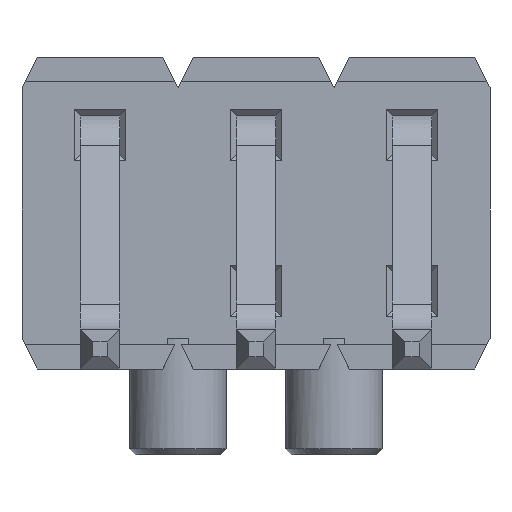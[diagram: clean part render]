
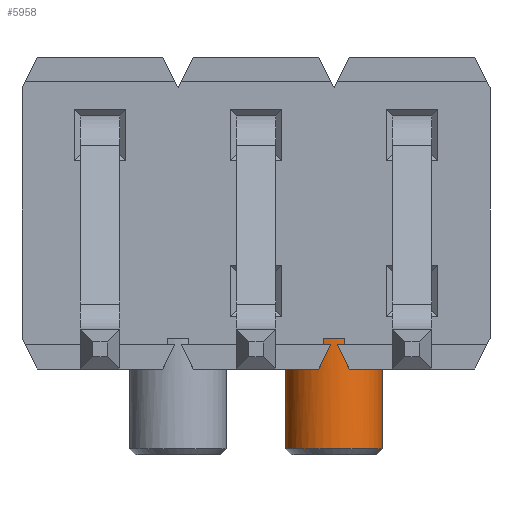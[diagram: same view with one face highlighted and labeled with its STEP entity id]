
A CAD part, front view. The second image highlights one B-rep face of the part: STEP entity #5958.
In plain terms, the highlighted cylindrical face has radius 0.79 mm (diameter 1.58 mm), a full revolution.
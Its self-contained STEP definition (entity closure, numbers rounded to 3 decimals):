
#26=ELLIPSE('',#6202,1.766,0.79);
#27=ELLIPSE('',#6204,1.766,0.79);
#30=ELLIPSE('',#6269,1.766,0.79);
#31=ELLIPSE('',#6271,1.766,0.79);
#58=CYLINDRICAL_SURFACE('',#6265,0.79);
#109=CIRCLE('',#6264,0.79);
#110=CIRCLE('',#6266,0.79);
#111=CIRCLE('',#6267,0.79);
#112=CIRCLE('',#6268,0.79);
#113=CIRCLE('',#6270,0.79);
#114=CIRCLE('',#6272,0.79);
#903=ORIENTED_EDGE('',*,*,#1624,.F.);
#904=ORIENTED_EDGE('',*,*,#1757,.F.);
#905=ORIENTED_EDGE('',*,*,#1620,.F.);
#906=ORIENTED_EDGE('',*,*,#1758,.T.);
#907=ORIENTED_EDGE('',*,*,#1581,.F.);
#908=ORIENTED_EDGE('',*,*,#1756,.F.);
#909=ORIENTED_EDGE('',*,*,#1579,.T.);
#910=ORIENTED_EDGE('',*,*,#1759,.T.);
#911=ORIENTED_EDGE('',*,*,#1760,.F.);
#912=ORIENTED_EDGE('',*,*,#1761,.F.);
#913=ORIENTED_EDGE('',*,*,#1762,.F.);
#914=ORIENTED_EDGE('',*,*,#1763,.T.);
#1579=EDGE_CURVE('',#2080,#2079,#2495,.T.);
#1581=EDGE_CURVE('',#2081,#2082,#2497,.T.);
#1620=EDGE_CURVE('',#2120,#2121,#26,.T.);
#1624=EDGE_CURVE('',#2124,#2125,#27,.T.);
#1756=EDGE_CURVE('',#2080,#2081,#109,.T.);
#1757=EDGE_CURVE('',#2121,#2124,#110,.T.);
#1758=EDGE_CURVE('',#2120,#2082,#111,.T.);
#1759=EDGE_CURVE('',#2079,#2203,#112,.T.);
#1760=EDGE_CURVE('',#2204,#2203,#30,.T.);
#1761=EDGE_CURVE('',#2205,#2204,#113,.T.);
#1762=EDGE_CURVE('',#2125,#2205,#31,.T.);
#1763=EDGE_CURVE('',#2206,#2206,#114,.T.);
#2079=VERTEX_POINT('',#8067);
#2080=VERTEX_POINT('',#8069);
#2081=VERTEX_POINT('',#8071);
#2082=VERTEX_POINT('',#8073);
#2120=VERTEX_POINT('',#8151);
#2121=VERTEX_POINT('',#8152);
#2124=VERTEX_POINT('',#8160);
#2125=VERTEX_POINT('',#8161);
#2203=VERTEX_POINT('',#8431);
#2204=VERTEX_POINT('',#8433);
#2205=VERTEX_POINT('',#8435);
#2206=VERTEX_POINT('',#8438);
#2495=LINE('',#8068,#3021);
#2497=LINE('',#8072,#3023);
#3021=VECTOR('',#6888,1000.);
#3023=VECTOR('',#6890,1000.);
#3497=EDGE_LOOP('',(#903,#904,#905,#906,#907,#908,#909,#910,#911,#912,#913));
#3498=EDGE_LOOP('',(#914));
#3759=FACE_BOUND('',#3497,.T.);
#3760=FACE_BOUND('',#3498,.T.);
#5958=ADVANCED_FACE('',(#3759,#3760),#58,.T.);
#6202=AXIS2_PLACEMENT_3D('',#8150,#6931,#6932);
#6204=AXIS2_PLACEMENT_3D('',#8159,#6938,#6939);
#6264=AXIS2_PLACEMENT_3D('',#8426,#7186,#7187);
#6265=AXIS2_PLACEMENT_3D('',#8427,#7188,#7189);
#6266=AXIS2_PLACEMENT_3D('',#8428,#7190,#7191);
#6267=AXIS2_PLACEMENT_3D('',#8429,#7192,#7193);
#6268=AXIS2_PLACEMENT_3D('',#8430,#7194,#7195);
#6269=AXIS2_PLACEMENT_3D('',#8432,#7196,#7197);
#6270=AXIS2_PLACEMENT_3D('',#8434,#7198,#7199);
#6271=AXIS2_PLACEMENT_3D('',#8436,#7200,#7201);
#6272=AXIS2_PLACEMENT_3D('',#8437,#7202,#7203);
#6888=DIRECTION('',(0.,0.,-1.));
#6890=DIRECTION('',(0.,0.,-1.));
#6931=DIRECTION('',(-0.894,0.,0.447));
#6932=DIRECTION('',(-0.447,0.,-0.894));
#6938=DIRECTION('',(-0.894,0.,0.447));
#6939=DIRECTION('',(-0.447,0.,-0.894));
#7186=DIRECTION('',(0.,0.,1.));
#7187=DIRECTION('',(-1.,0.,0.));
#7188=DIRECTION('',(0.,0.,1.));
#7189=DIRECTION('',(-1.,0.,0.));
#7190=DIRECTION('',(0.,0.,1.));
#7191=DIRECTION('',(-1.,0.,0.));
#7192=DIRECTION('',(0.,0.,1.));
#7193=DIRECTION('',(1.,0.,0.));
#7194=DIRECTION('',(0.,0.,1.));
#7195=DIRECTION('',(1.,0.,0.));
#7196=DIRECTION('',(0.894,0.,0.447));
#7197=DIRECTION('',(0.447,0.,-0.894));
#7198=DIRECTION('',(0.,0.,1.));
#7199=DIRECTION('',(-1.,0.,0.));
#7200=DIRECTION('',(0.894,0.,0.447));
#7201=DIRECTION('',(0.447,0.,-0.894));
#7202=DIRECTION('',(0.,0.,1.));
#7203=DIRECTION('',(1.,0.,0.));
#8067=CARTESIAN_POINT('',(-1.093,0.77,-2.14));
#8068=CARTESIAN_POINT('',(-1.093,0.77,-2.04));
#8069=CARTESIAN_POINT('',(-1.093,0.77,-2.04));
#8071=CARTESIAN_POINT('',(-1.447,0.77,-2.04));
#8072=CARTESIAN_POINT('',(-1.447,0.77,-2.04));
#8073=CARTESIAN_POINT('',(-1.447,0.77,-2.14));
#8150=CARTESIAN_POINT('',(-1.27,0.,-2.04));
#8151=CARTESIAN_POINT('',(-1.32,0.788,-2.14));
#8152=CARTESIAN_POINT('',(-1.52,0.749,-2.54));
#8159=CARTESIAN_POINT('',(-1.27,0.,-2.04));
#8160=CARTESIAN_POINT('',(-1.52,-0.749,-2.54));
#8161=CARTESIAN_POINT('',(-1.27,-0.79,-2.04));
#8426=CARTESIAN_POINT('',(-1.27,0.,-2.04));
#8427=CARTESIAN_POINT('',(-1.27,0.,-2.04));
#8428=CARTESIAN_POINT('',(-1.27,0.,-2.54));
#8429=CARTESIAN_POINT('',(-1.27,0.,-2.14));
#8430=CARTESIAN_POINT('',(-1.27,0.,-2.14));
#8431=CARTESIAN_POINT('',(-1.22,0.788,-2.14));
#8432=CARTESIAN_POINT('',(-1.27,0.,-2.04));
#8433=CARTESIAN_POINT('',(-1.02,0.749,-2.54));
#8434=CARTESIAN_POINT('',(-1.27,0.,-2.54));
#8435=CARTESIAN_POINT('',(-1.02,-0.749,-2.54));
#8436=CARTESIAN_POINT('',(-1.27,0.,-2.04));
#8437=CARTESIAN_POINT('',(-1.27,0.,-3.84));
#8438=CARTESIAN_POINT('',(-0.48,0.,-3.84));
